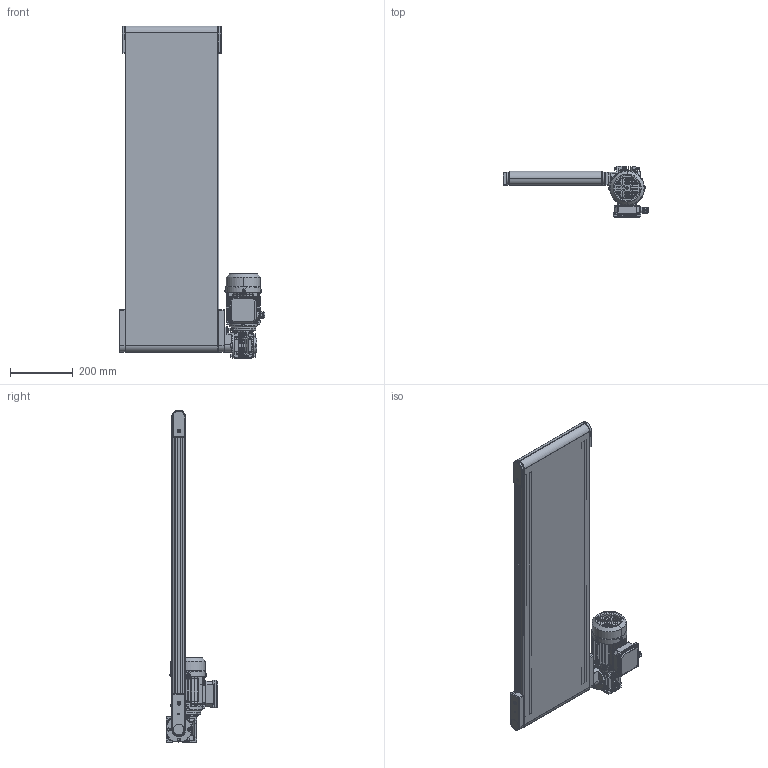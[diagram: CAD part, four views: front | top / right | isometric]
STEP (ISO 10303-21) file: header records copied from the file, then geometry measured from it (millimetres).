
FILE_DESCRIPTION (( 'STEP AP214' ), '1' );
FILE_NAME ('C4E3001M020000 - Convoyeur 40 - 300x1000 2m-min.STEP', '2024-09-30T13:32:36', ( '' ), ( '' ), 'SwSTEP 2.0', 'SolidWorks 2021', '' );
FILE_SCHEMA (( 'AUTOMOTIVE_DESIGN' ));
Length unit declared in the file: millimetre
Products named in the file (1): C4E3001M020000 - Convoyeur 40 - 300x1000 2m-min
Bounding box: 466.64 x 165 x 1062.3 mm (x, y, z)
Volume: 4504191.6 mm3; surface area: 2732163.9 mm2
Topology: 47 solids, 54 shells, 3974 faces, 10651 edges, 6908 vertices
Faces by surface type: plane 2443, cylinder 1151, cone 277, bspline 76, torus 19, sphere 8
Entity records: 172076 total; most frequent: CARTESIAN_POINT 28227, ORIENTED_EDGE 21214, DIRECTION 20207, EDGE_CURVE 10607, VERTEX_POINT 6908, AXIS2_PLACEMENT_3D 6744, LINE 6719, VECTOR 6719
